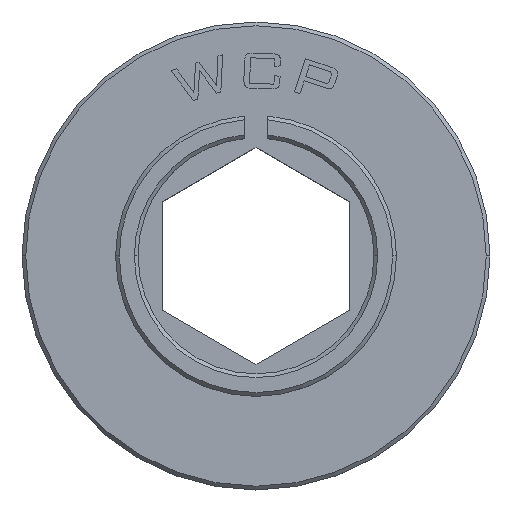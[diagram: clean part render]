
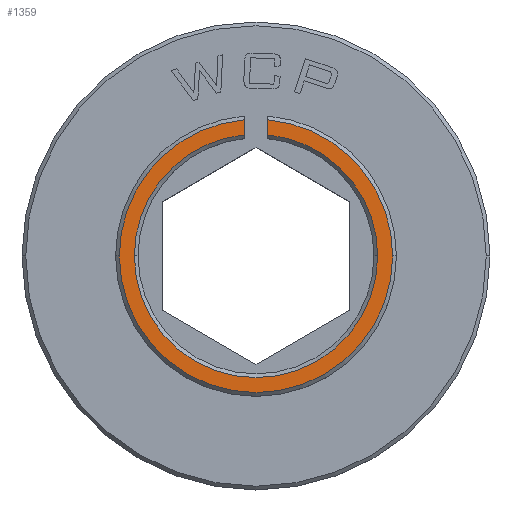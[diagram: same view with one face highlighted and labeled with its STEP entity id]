
A CAD part, top view. The second image highlights one B-rep face of the part: STEP entity #1359.
In plain terms, the highlighted planar face has unit normal (0, 0, 1).
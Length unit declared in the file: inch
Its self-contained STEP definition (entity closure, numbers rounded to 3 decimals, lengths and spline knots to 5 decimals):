
#54 = VERTEX_POINT ( 'NONE', #2943 ) ;
#121 = DIRECTION ( 'NONE',  ( 1., 0., 0. ) ) ;
#237 = CIRCLE ( 'NONE', #2459, 0.365 ) ;
#242 = EDGE_CURVE ( 'NONE', #1426, #867, #1489, .T. ) ;
#272 = AXIS2_PLACEMENT_3D ( 'NONE', #1547, #2805, #323 ) ;
#273 = EDGE_CURVE ( 'NONE', #3014, #3039, #237, .T. ) ;
#309 = ORIENTED_EDGE ( 'NONE', *, *, #574, .F. ) ;
#323 = DIRECTION ( 'NONE',  ( 1., 0., 0. ) ) ;
#389 = DIRECTION ( 'NONE',  ( 0., 0., 1. ) ) ;
#420 = FACE_OUTER_BOUND ( 'NONE', #2904, .T. ) ;
#441 = CIRCLE ( 'NONE', #808, 0.32496 ) ;
#455 = DIRECTION ( 'NONE',  ( 0., 1., 0. ) ) ;
#574 = EDGE_CURVE ( 'NONE', #3014, #728, #2402, .T. ) ;
#709 = CARTESIAN_POINT ( 'NONE',  ( -0.03125, 0.32345, 0.3125 ) ) ;
#728 = VERTEX_POINT ( 'NONE', #709 ) ;
#772 = CARTESIAN_POINT ( 'NONE',  ( 0.32496, 0., 0.3125 ) ) ;
#797 = CIRCLE ( 'NONE', #2651, 0.32496 ) ;
#808 = AXIS2_PLACEMENT_3D ( 'NONE', #2051, #1325, #2607 ) ;
#867 = VERTEX_POINT ( 'NONE', #1096 ) ;
#876 = VECTOR ( 'NONE', #455, 39.37008 ) ;
#879 = EDGE_CURVE ( 'NONE', #2773, #2816, #2818, .T. ) ;
#933 = DIRECTION ( 'NONE',  ( 1., 0., 0. ) ) ;
#973 = EDGE_CURVE ( 'NONE', #54, #867, #1233, .T. ) ;
#1010 = ORIENTED_EDGE ( 'NONE', *, *, #1500, .T. ) ;
#1096 = CARTESIAN_POINT ( 'NONE',  ( 0.03125, 0.36366, 0.3125 ) ) ;
#1159 = EDGE_CURVE ( 'NONE', #1426, #2773, #441, .T. ) ;
#1233 = CIRCLE ( 'NONE', #2870, 0.365 ) ;
#1325 = DIRECTION ( 'NONE',  ( 0., 0., -1. ) ) ;
#1357 = ORIENTED_EDGE ( 'NONE', *, *, #2840, .T. ) ;
#1359 = ADVANCED_FACE ( 'NONE', ( #420 ), #2168, .T. ) ;
#1367 = ORIENTED_EDGE ( 'NONE', *, *, #1159, .T. ) ;
#1380 = CARTESIAN_POINT ( 'NONE',  ( 0., 0., 0.3125 ) ) ;
#1395 = DIRECTION ( 'NONE',  ( 0., 0., 1. ) ) ;
#1426 = VERTEX_POINT ( 'NONE', #3202 ) ;
#1446 = AXIS2_PLACEMENT_3D ( 'NONE', #2390, #389, #121 ) ;
#1489 = LINE ( 'NONE', #2504, #876 ) ;
#1500 = EDGE_CURVE ( 'NONE', #2816, #728, #797, .T. ) ;
#1516 = CARTESIAN_POINT ( 'NONE',  ( -0.32496, 0., 0.3125 ) ) ;
#1531 = DIRECTION ( 'NONE',  ( 1., 0., 0. ) ) ;
#1547 = CARTESIAN_POINT ( 'NONE',  ( 0., 0., 0.3125 ) ) ;
#1739 = ORIENTED_EDGE ( 'NONE', *, *, #879, .T. ) ;
#1951 = CARTESIAN_POINT ( 'NONE',  ( 0., 0., 0.3125 ) ) ;
#2039 = CARTESIAN_POINT ( 'NONE',  ( 0., 0., 0.3125 ) ) ;
#2051 = CARTESIAN_POINT ( 'NONE',  ( 0., 0., 0.3125 ) ) ;
#2168 = PLANE ( 'NONE',  #1446 ) ;
#2219 = DIRECTION ( 'NONE',  ( 1., 0., 0. ) ) ;
#2274 = ORIENTED_EDGE ( 'NONE', *, *, #273, .T. ) ;
#2316 = ORIENTED_EDGE ( 'NONE', *, *, #242, .F. ) ;
#2325 = DIRECTION ( 'NONE',  ( 0., 0., 1. ) ) ;
#2390 = CARTESIAN_POINT ( 'NONE',  ( 0., 0., 0.3125 ) ) ;
#2402 = LINE ( 'NONE', #2913, #2563 ) ;
#2453 = DIRECTION ( 'NONE',  ( 0., 0., 1. ) ) ;
#2459 = AXIS2_PLACEMENT_3D ( 'NONE', #2735, #2453, #933 ) ;
#2504 = CARTESIAN_POINT ( 'NONE',  ( 0.03125, 0.21247, 0.3125 ) ) ;
#2563 = VECTOR ( 'NONE', #2616, 39.37008 ) ;
#2607 = DIRECTION ( 'NONE',  ( 1., 0., 0. ) ) ;
#2616 = DIRECTION ( 'NONE',  ( 0., -1., 0. ) ) ;
#2651 = AXIS2_PLACEMENT_3D ( 'NONE', #1951, #2968, #2219 ) ;
#2725 = CARTESIAN_POINT ( 'NONE',  ( -0.03125, 0.36366, 0.3125 ) ) ;
#2735 = CARTESIAN_POINT ( 'NONE',  ( 0., 0., 0.3125 ) ) ;
#2773 = VERTEX_POINT ( 'NONE', #772 ) ;
#2791 = ORIENTED_EDGE ( 'NONE', *, *, #973, .T. ) ;
#2799 = AXIS2_PLACEMENT_3D ( 'NONE', #2039, #2325, #1531 ) ;
#2805 = DIRECTION ( 'NONE',  ( 0., 0., -1. ) ) ;
#2816 = VERTEX_POINT ( 'NONE', #1516 ) ;
#2818 = CIRCLE ( 'NONE', #272, 0.32496 ) ;
#2840 = EDGE_CURVE ( 'NONE', #3039, #54, #3120, .T. ) ;
#2870 = AXIS2_PLACEMENT_3D ( 'NONE', #1380, #1395, #2925 ) ;
#2904 = EDGE_LOOP ( 'NONE', ( #2316, #1367, #1739, #1010, #309, #2274, #1357, #2791 ) ) ;
#2913 = CARTESIAN_POINT ( 'NONE',  ( -0.03125, 0.21247, 0.3125 ) ) ;
#2925 = DIRECTION ( 'NONE',  ( 1., 0., 0. ) ) ;
#2943 = CARTESIAN_POINT ( 'NONE',  ( 0.365, 0., 0.3125 ) ) ;
#2968 = DIRECTION ( 'NONE',  ( 0., 0., -1. ) ) ;
#3014 = VERTEX_POINT ( 'NONE', #2725 ) ;
#3039 = VERTEX_POINT ( 'NONE', #3277 ) ;
#3120 = CIRCLE ( 'NONE', #2799, 0.365 ) ;
#3202 = CARTESIAN_POINT ( 'NONE',  ( 0.03125, 0.32345, 0.3125 ) ) ;
#3277 = CARTESIAN_POINT ( 'NONE',  ( -0.365, 0., 0.3125 ) ) ;
